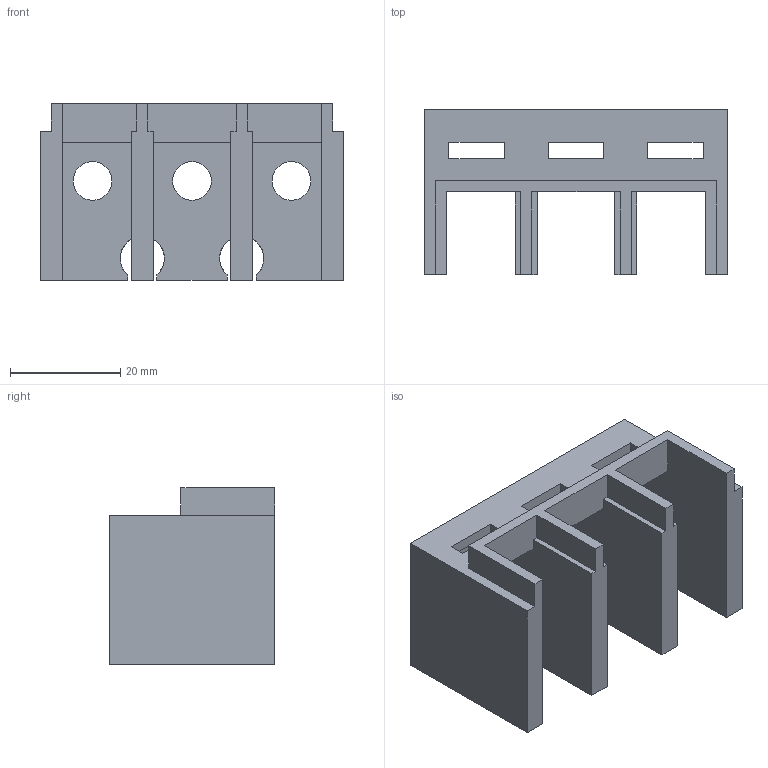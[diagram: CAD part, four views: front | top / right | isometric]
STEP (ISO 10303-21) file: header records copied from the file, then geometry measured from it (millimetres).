
FILE_DESCRIPTION (( 'STEP AP214' ), '1' );
FILE_NAME ('3RT1936-4EA2.STEP', '2006-07-27T07:58:09', ( 'CAT' ), ( 'Siemens AG' ), 'SwSTEP 2.0', 'SolidWorks 2005354', '' );
FILE_SCHEMA (( 'AUTOMOTIVE_DESIGN' ));
Length unit declared in the file: millimetre
Products named in the file (1): 3RT1936-4EA2
Bounding box: 55 x 30 x 32 mm (x, y, z)
Volume: 17991.2 mm3; surface area: 11949.4 mm2
Topology: 8 solids, 8 shells, 174 faces, 470 edges, 312 vertices
Faces by surface type: plane 113, bspline 51, cylinder 10
Entity records: 10504 total; most frequent: CARTESIAN_POINT 5538, ORIENTED_EDGE 940, DIRECTION 640, EDGE_CURVE 470, VECTOR 344, LINE 344, VERTEX_POINT 312, EDGE_LOOP 192
